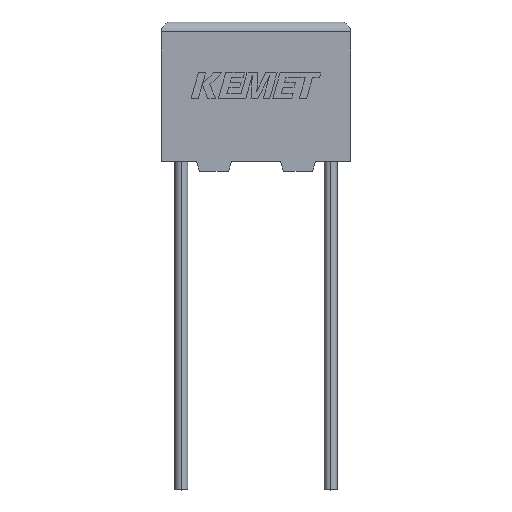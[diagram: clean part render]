
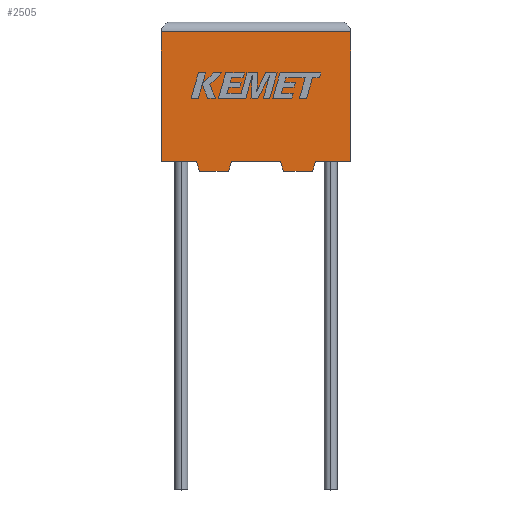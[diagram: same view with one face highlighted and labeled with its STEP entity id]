
A CAD part, top view. The second image highlights one B-rep face of the part: STEP entity #2505.
In plain terms, the highlighted planar face has unit normal (0, 0, 1).
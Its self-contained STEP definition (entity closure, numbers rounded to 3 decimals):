
#60 = ORIENTED_EDGE ( 'NONE', *, *, #1291, .F. ) ;
#77 = LINE ( 'NONE', #1010, #361 ) ;
#147 = CARTESIAN_POINT ( 'NONE',  ( 1.76, 0., 3.5 ) ) ;
#166 = CARTESIAN_POINT ( 'NONE',  ( 7.74, 0., 3.5 ) ) ;
#302 = ORIENTED_EDGE ( 'NONE', *, *, #536, .T. ) ;
#361 = VECTOR ( 'NONE', #1783, 1000. ) ;
#381 = LINE ( 'NONE', #1375, #2379 ) ;
#382 = CARTESIAN_POINT ( 'NONE',  ( 0., 0., 3.5 ) ) ;
#388 = EDGE_CURVE ( 'NONE', #3231, #1962, #635, .T. ) ;
#398 = CARTESIAN_POINT ( 'NONE',  ( 3.514, 0., 3.5 ) ) ;
#433 = CARTESIAN_POINT ( 'NONE',  ( 0., 6.5, 3.5 ) ) ;
#508 = EDGE_CURVE ( 'NONE', #1006, #3231, #1682, .T. ) ;
#536 = EDGE_CURVE ( 'NONE', #1156, #1460, #77, .T. ) ;
#567 = CARTESIAN_POINT ( 'NONE',  ( 0., 6.5, 3.5 ) ) ;
#635 = LINE ( 'NONE', #1483, #2443 ) ;
#684 = CARTESIAN_POINT ( 'NONE',  ( 0., 0., 3.5 ) ) ;
#739 = DIRECTION ( 'NONE',  ( 1., 0., 0. ) ) ;
#746 = EDGE_CURVE ( 'NONE', #1567, #1156, #1067, .T. ) ;
#753 = VECTOR ( 'NONE', #1926, 1000. ) ;
#815 = VERTEX_POINT ( 'NONE', #931 ) ;
#926 = ORIENTED_EDGE ( 'NONE', *, *, #1094, .F. ) ;
#931 = CARTESIAN_POINT ( 'NONE',  ( 1.91, -0.5, 3.5 ) ) ;
#947 = ORIENTED_EDGE ( 'NONE', *, *, #3027, .T. ) ;
#955 = EDGE_CURVE ( 'NONE', #2058, #1819, #2036, .T. ) ;
#965 = CARTESIAN_POINT ( 'NONE',  ( 3.364, -0.5, 3.5 ) ) ;
#1006 = VERTEX_POINT ( 'NONE', #965 ) ;
#1010 = CARTESIAN_POINT ( 'NONE',  ( 9.5, 0., 3.5 ) ) ;
#1028 = CARTESIAN_POINT ( 'NONE',  ( 9.5, 0., 3.5 ) ) ;
#1053 = CARTESIAN_POINT ( 'NONE',  ( 3.364, -0.5, 3.5 ) ) ;
#1055 = ORIENTED_EDGE ( 'NONE', *, *, #955, .T. ) ;
#1067 = LINE ( 'NONE', #382, #2999 ) ;
#1094 = EDGE_CURVE ( 'NONE', #2447, #1962, #1184, .T. ) ;
#1117 = DIRECTION ( 'NONE',  ( -1., 0., 0. ) ) ;
#1156 = VERTEX_POINT ( 'NONE', #1028 ) ;
#1180 = CARTESIAN_POINT ( 'NONE',  ( 5.986, 0., 3.5 ) ) ;
#1184 = LINE ( 'NONE', #1528, #1761 ) ;
#1189 = VERTEX_POINT ( 'NONE', #1892 ) ;
#1195 = VERTEX_POINT ( 'NONE', #147 ) ;
#1286 = CARTESIAN_POINT ( 'NONE',  ( 6.136, -0.5, 3.5 ) ) ;
#1291 = EDGE_CURVE ( 'NONE', #1567, #1189, #3030, .T. ) ;
#1325 = EDGE_CURVE ( 'NONE', #1819, #1195, #1992, .T. ) ;
#1348 = CARTESIAN_POINT ( 'NONE',  ( 0., 0., 3.5 ) ) ;
#1375 = CARTESIAN_POINT ( 'NONE',  ( 7.59, -0.5, 3.5 ) ) ;
#1394 = LINE ( 'NONE', #567, #2227 ) ;
#1460 = VERTEX_POINT ( 'NONE', #2247 ) ;
#1478 = VECTOR ( 'NONE', #3195, 1000. ) ;
#1483 = CARTESIAN_POINT ( 'NONE',  ( 0., 0., 3.5 ) ) ;
#1528 = CARTESIAN_POINT ( 'NONE',  ( 6.136, -0.5, 3.5 ) ) ;
#1534 = CARTESIAN_POINT ( 'NONE',  ( 0., 0., 3.5 ) ) ;
#1567 = VERTEX_POINT ( 'NONE', #1644 ) ;
#1573 = AXIS2_PLACEMENT_3D ( 'NONE', #1348, #2605, #2345 ) ;
#1644 = CARTESIAN_POINT ( 'NONE',  ( 7.74, 0., 3.5 ) ) ;
#1652 = EDGE_CURVE ( 'NONE', #1195, #815, #2239, .T. ) ;
#1682 = LINE ( 'NONE', #1053, #2753 ) ;
#1704 = CARTESIAN_POINT ( 'NONE',  ( 1.76, 0., 3.5 ) ) ;
#1708 = DIRECTION ( 'NONE',  ( 0., -1., 0. ) ) ;
#1761 = VECTOR ( 'NONE', #2565, 1000. ) ;
#1779 = DIRECTION ( 'NONE',  ( -1., 0., 0. ) ) ;
#1783 = DIRECTION ( 'NONE',  ( 0., 1., 0. ) ) ;
#1819 = VERTEX_POINT ( 'NONE', #1534 ) ;
#1892 = CARTESIAN_POINT ( 'NONE',  ( 7.59, -0.5, 3.5 ) ) ;
#1926 = DIRECTION ( 'NONE',  ( -0.287, -0.958, 0. ) ) ;
#1962 = VERTEX_POINT ( 'NONE', #1180 ) ;
#1992 = LINE ( 'NONE', #684, #1478 ) ;
#2036 = LINE ( 'NONE', #3214, #2567 ) ;
#2058 = VERTEX_POINT ( 'NONE', #433 ) ;
#2215 = LINE ( 'NONE', #2367, #2297 ) ;
#2226 = DIRECTION ( 'NONE',  ( 0.287, -0.958, 0. ) ) ;
#2227 = VECTOR ( 'NONE', #1779, 1000. ) ;
#2239 = LINE ( 'NONE', #1704, #2866 ) ;
#2247 = CARTESIAN_POINT ( 'NONE',  ( 9.5, 6.5, 3.5 ) ) ;
#2297 = VECTOR ( 'NONE', #2632, 1000. ) ;
#2335 = ORIENTED_EDGE ( 'NONE', *, *, #1325, .T. ) ;
#2345 = DIRECTION ( 'NONE',  ( -1., 0., 0. ) ) ;
#2367 = CARTESIAN_POINT ( 'NONE',  ( 1.91, -0.5, 3.5 ) ) ;
#2379 = VECTOR ( 'NONE', #1117, 1000. ) ;
#2407 = DIRECTION ( 'NONE',  ( 1., 0., 0. ) ) ;
#2415 = EDGE_CURVE ( 'NONE', #1460, #2058, #1394, .T. ) ;
#2443 = VECTOR ( 'NONE', #739, 1000. ) ;
#2447 = VERTEX_POINT ( 'NONE', #1286 ) ;
#2505 = ADVANCED_FACE ( 'NONE', ( #3089 ), #2596, .F. ) ;
#2519 = DIRECTION ( 'NONE',  ( 0.287, 0.958, 0. ) ) ;
#2565 = DIRECTION ( 'NONE',  ( -0.287, 0.958, 0. ) ) ;
#2567 = VECTOR ( 'NONE', #1708, 1000. ) ;
#2575 = ORIENTED_EDGE ( 'NONE', *, *, #508, .T. ) ;
#2596 = PLANE ( 'NONE',  #1573 ) ;
#2605 = DIRECTION ( 'NONE',  ( 0., 0., -1. ) ) ;
#2609 = ORIENTED_EDGE ( 'NONE', *, *, #388, .T. ) ;
#2632 = DIRECTION ( 'NONE',  ( 1., 0., 0. ) ) ;
#2753 = VECTOR ( 'NONE', #2519, 1000. ) ;
#2849 = ORIENTED_EDGE ( 'NONE', *, *, #1652, .T. ) ;
#2859 = ORIENTED_EDGE ( 'NONE', *, *, #746, .T. ) ;
#2861 = ORIENTED_EDGE ( 'NONE', *, *, #2415, .T. ) ;
#2866 = VECTOR ( 'NONE', #2226, 1000. ) ;
#2887 = ORIENTED_EDGE ( 'NONE', *, *, #2942, .F. ) ;
#2942 = EDGE_CURVE ( 'NONE', #1189, #2447, #381, .T. ) ;
#2999 = VECTOR ( 'NONE', #2407, 1000. ) ;
#3027 = EDGE_CURVE ( 'NONE', #815, #1006, #2215, .T. ) ;
#3030 = LINE ( 'NONE', #166, #753 ) ;
#3089 = FACE_OUTER_BOUND ( 'NONE', #3198, .T. ) ;
#3195 = DIRECTION ( 'NONE',  ( 1., 0., 0. ) ) ;
#3198 = EDGE_LOOP ( 'NONE', ( #302, #2861, #1055, #2335, #2849, #947, #2575, #2609, #926, #2887, #60, #2859 ) ) ;
#3214 = CARTESIAN_POINT ( 'NONE',  ( 0., 0., 3.5 ) ) ;
#3231 = VERTEX_POINT ( 'NONE', #398 ) ;
